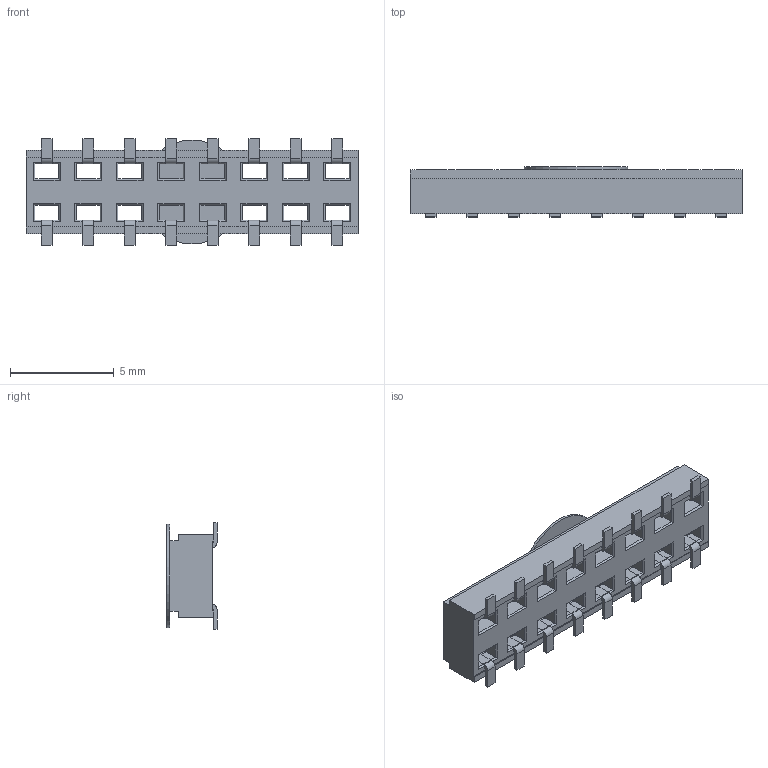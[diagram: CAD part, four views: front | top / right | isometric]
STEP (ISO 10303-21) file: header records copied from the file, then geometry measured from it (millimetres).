
FILE_DESCRIPTION(/* description */ ('STEP AP214'),/* implementation_level */ '2;1');
FILE_NAME(/* name */ 'CLT-108-02-F-D-BE-K-TR',/* time_stamp */ '2025-09-01T07:59:56+02:00',/* author */ ('License CC BY-ND 4.0'),/* organization */ ('CADENAS'),/* preprocessor_version */ 'ST-DEVELOPER v19.3',/* originating_system */ 'PARTsolutions',/* authorisation */ ' ');
FILE_SCHEMA (('AUTOMOTIVE_DESIGN {1 0 10303 214 3 1 1}'));
Length unit declared in the file: inch
Products named in the file (4): CLT-108-02-F-D-BE-K-TR; CLT-108-02-F-D-BE-K-TR_socket; C-0802-F-BE_pins; CLT_polyamide_film_pad
Assembly tree (3 placements, depth 2):
  CLT-108-02-F-D-BE-K-TR
    CLT-108-02-F-D-BE-K-TR_socket
    C-0802-F-BE_pins
    CLT_polyamide_film_pad
Bounding box: 16 x 2.41 x 5.16 mm (x, y, z)
Volume: 102.8 mm3; surface area: 443.3 mm2
Topology: 3 solids, 3 shells, 361 faces, 916 edges, 568 vertices
Faces by surface type: plane 321, cylinder 40
Full cylindrical faces by diameter (mm): 0.889 x7, 5.001 x1
Entity records: 10679 total; most frequent: CARTESIAN_POINT 1841, ORIENTED_EDGE 1816, DIRECTION 1718, EDGE_CURVE 908, LINE 828, VECTOR 828, VERTEX_POINT 568, AXIS2_PLACEMENT_3D 445
